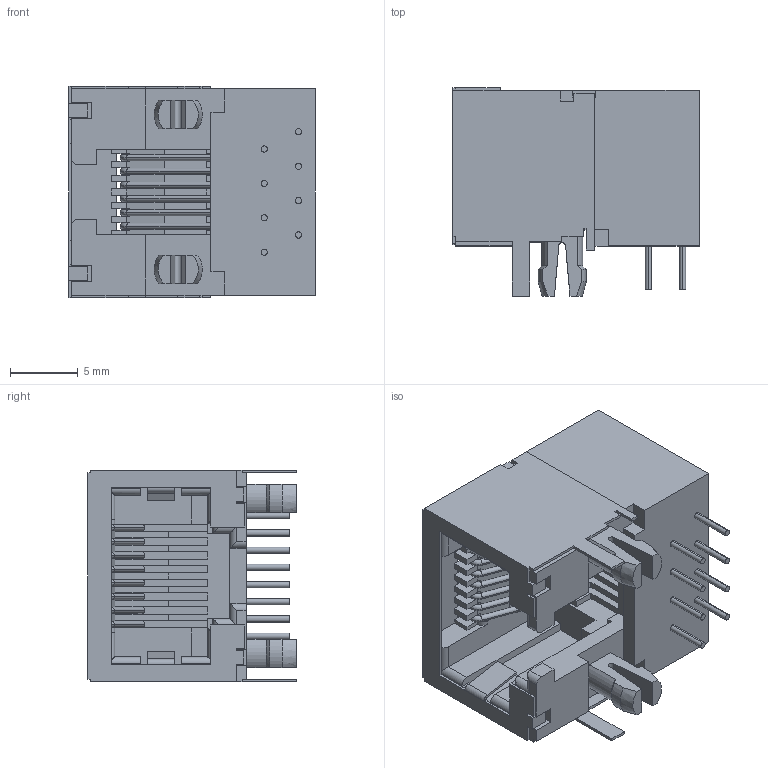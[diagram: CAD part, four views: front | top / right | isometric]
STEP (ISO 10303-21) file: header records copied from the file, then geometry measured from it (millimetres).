
FILE_DESCRIPTION((''),'2;1');
FILE_NAME('92250-088LF','2009-04-18T',('bnataraj'),('FCI - ELX Division'),'PRO/ENGINEER BY PARAMETRIC TECHNOLOGY CORPORATION, 2008010','PRO/ENGINEER BY PARAMETRIC TECHNOLOGY CORPORATION, 2008010','');
FILE_SCHEMA(('CONFIG_CONTROL_DESIGN'));
Length unit declared in the file: millimetre
Products named in the file (1): 92250-088LF
Bounding box: 18.2 x 15.4 x 15.64 mm (x, y, z)
Volume: 1994.9 mm3; surface area: 2461.4 mm2
Topology: 1 solids, 1 shells, 474 faces, 1300 edges, 822 vertices
Faces by surface type: plane 352, cylinder 98, torus 16, cone 8
Entity records: 15652 total; most frequent: CARTESIAN_POINT 3638, ORIENTED_EDGE 2600, DIRECTION 2334, EDGE_CURVE 1300, VECTOR 1058, LINE 1058, VERTEX_POINT 822, AXIS2_PLACEMENT_3D 638
